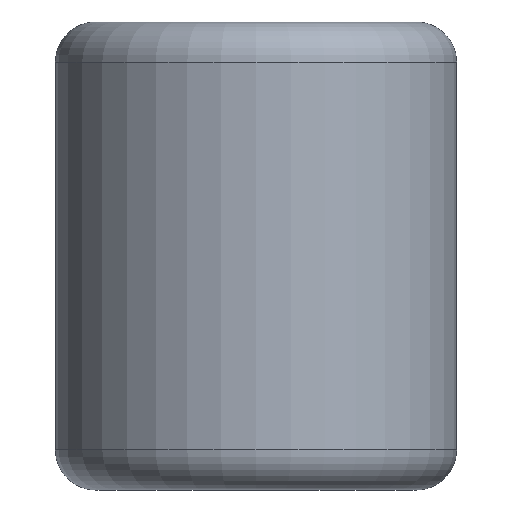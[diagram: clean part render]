
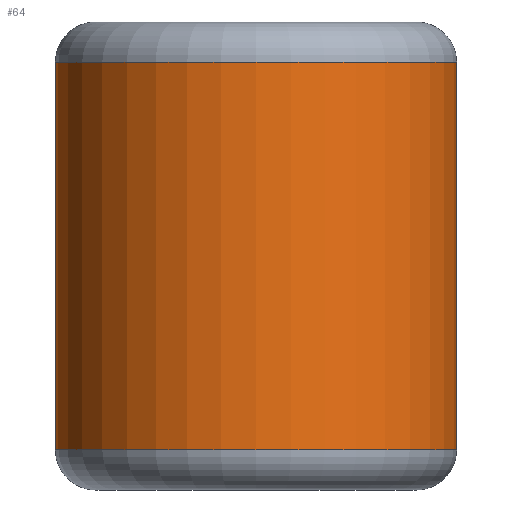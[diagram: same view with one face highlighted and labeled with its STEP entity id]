
A CAD part, front view. The second image highlights one B-rep face of the part: STEP entity #64.
In plain terms, the highlighted cylindrical face has radius 3 mm (diameter 6 mm), a full revolution.
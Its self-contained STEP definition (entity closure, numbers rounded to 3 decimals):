
#17=LINE('',#128,#18);
#18=VECTOR('',#107,3.);
#19=CYLINDRICAL_SURFACE('',#86,3.);
#21=FACE_OUTER_BOUND('',#26,.T.);
#26=EDGE_LOOP('',(#51,#52,#53,#54));
#30=CIRCLE('',#83,3.);
#33=CIRCLE('',#87,3.);
#36=VERTEX_POINT('',#120);
#38=VERTEX_POINT('',#126);
#40=EDGE_CURVE('',#36,#36,#30,.T.);
#43=EDGE_CURVE('',#38,#38,#33,.T.);
#44=EDGE_CURVE('',#38,#36,#17,.T.);
#51=ORIENTED_EDGE('',*,*,#43,.F.);
#52=ORIENTED_EDGE('',*,*,#44,.T.);
#53=ORIENTED_EDGE('',*,*,#40,.F.);
#54=ORIENTED_EDGE('',*,*,#44,.F.);
#64=ADVANCED_FACE('',(#21),#19,.T.);
#83=AXIS2_PLACEMENT_3D('',#121,#97,#98);
#86=AXIS2_PLACEMENT_3D('',#125,#103,#104);
#87=AXIS2_PLACEMENT_3D('',#127,#105,#106);
#97=DIRECTION('center_axis',(0.,0.,-1.));
#98=DIRECTION('ref_axis',(1.,0.,0.));
#103=DIRECTION('center_axis',(0.,0.,1.));
#104=DIRECTION('ref_axis',(1.,0.,0.));
#105=DIRECTION('center_axis',(0.,0.,1.));
#106=DIRECTION('ref_axis',(1.,0.,0.));
#107=DIRECTION('',(0.,0.,-1.));
#120=CARTESIAN_POINT('',(-1.698,-46.049,2.1));
#121=CARTESIAN_POINT('Origin',(1.302,-46.049,2.1));
#125=CARTESIAN_POINT('Origin',(1.302,-46.049,1.5));
#126=CARTESIAN_POINT('',(-1.698,-46.049,7.9));
#127=CARTESIAN_POINT('Origin',(1.302,-46.049,7.9));
#128=CARTESIAN_POINT('',(-1.698,-46.049,1.5));
